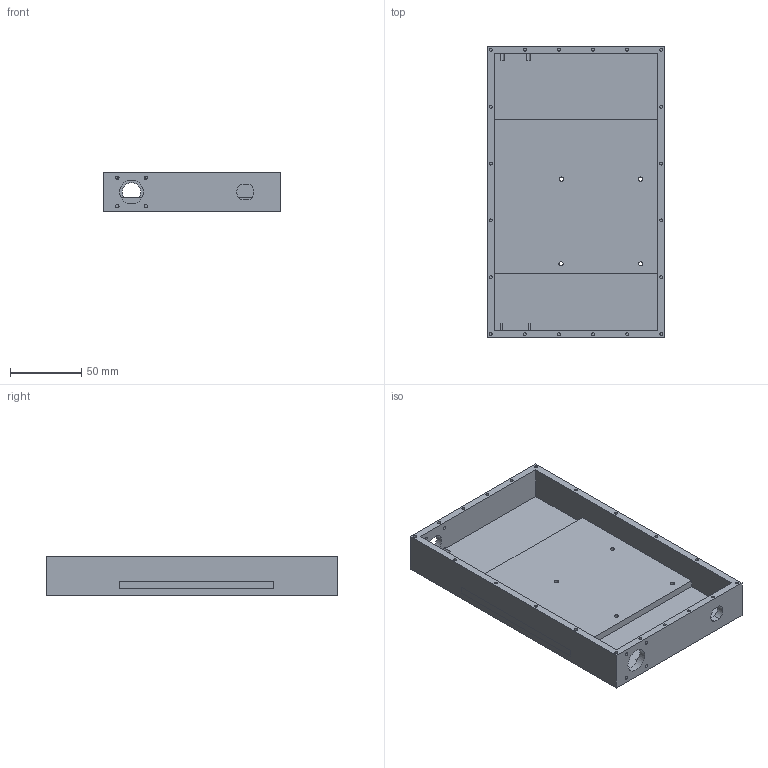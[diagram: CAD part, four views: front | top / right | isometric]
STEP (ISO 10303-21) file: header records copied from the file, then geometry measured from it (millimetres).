
FILE_DESCRIPTION(('FreeCAD Model'),'2;1');
FILE_NAME('Open CASCADE Shape Model','2023-11-07T13:20:51',(''),(''), 'Open CASCADE STEP processor 7.6','FreeCAD','Unknown');
FILE_SCHEMA(('AUTOMOTIVE_DESIGN { 1 0 10303 214 1 1 1 1 }'));
Length unit declared in the file: millimetre
Products named in the file (1): Pocket006
Bounding box: 125 x 205 x 28 mm (x, y, z)
Volume: 260036.7 mm3; surface area: 85405 mm2
Topology: 1 solids, 1 shells, 92 faces, 206 edges, 140 vertices
Faces by surface type: plane 52, cylinder 40
Full cylindrical faces by diameter (mm): 2.1 x20, 2.4 x8, 3 x4, 8 x4, 13 x1, 16.7 x1
Entity records: 5427 total; most frequent: CARTESIAN_POINT 1101, DIRECTION 817, ORIENTED_EDGE 412, PCURVE 412, DEFINITIONAL_REPRESENTATION 412, LINE 402, VECTOR 402, EDGE_CURVE 206
